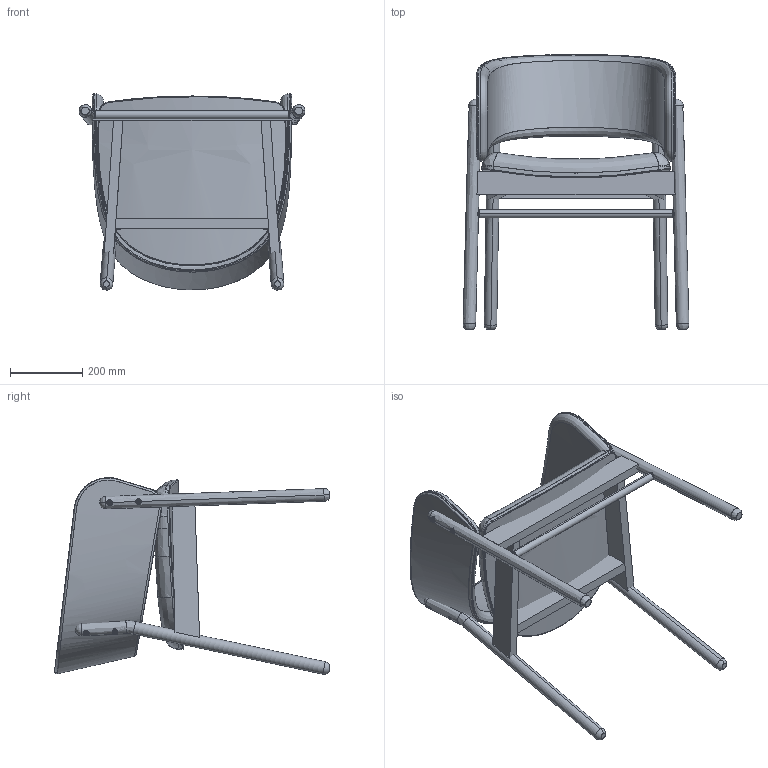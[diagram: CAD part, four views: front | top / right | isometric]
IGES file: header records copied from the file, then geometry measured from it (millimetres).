
Start section: SolidWorks IGES file using analytic representation for surfaces
Global section: file name: Cadeirão CAMILLE 1323UU.IGS; native system: SolidWorks 2023; preprocessor: SolidWorks 2023; author: Adao; date: 240625.091815; units: millimetre
Bounding box: 627.26 x 763.75 x 545.74 mm (x, y, z)
Surface area: 1808693.2 mm2 (no closed solid volume)
Topology: 0 solids, 0 shells, 458 faces, 5846 edges, 5844 vertices
Faces by surface type: bspline 293, revolution 165
